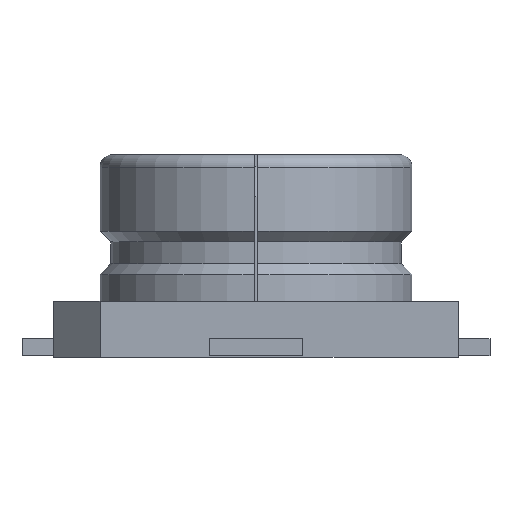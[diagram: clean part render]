
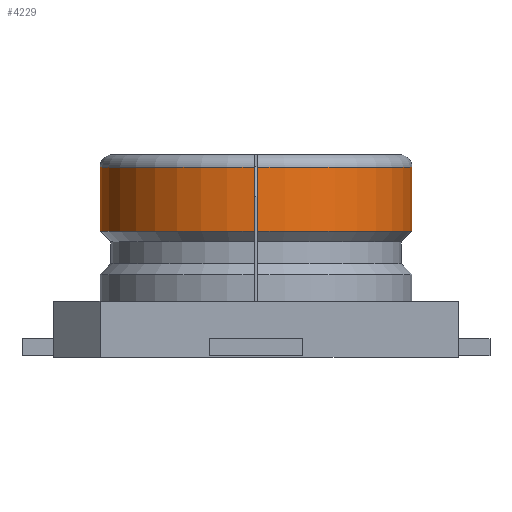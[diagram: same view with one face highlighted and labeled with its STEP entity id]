
A CAD part, front view. The second image highlights one B-rep face of the part: STEP entity #4229.
In plain terms, the highlighted cylindrical face has radius 1 mm (diameter 2 mm), a partial arc.
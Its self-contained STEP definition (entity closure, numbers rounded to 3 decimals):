
#1854 = PLANE('',#1855);
#1855 = AXIS2_PLACEMENT_3D('',#1856,#1857,#1858);
#1856 = CARTESIAN_POINT('',(-0.01,-0.89,
    0.36));
#1857 = DIRECTION('',(-1.,0.,0.));
#1858 = DIRECTION('',(0.,0.,1.));
#1909 = PLANE('',#1910);
#1910 = AXIS2_PLACEMENT_3D('',#1911,#1912,#1913);
#1911 = CARTESIAN_POINT('',(0.01,-0.89,
    0.36));
#1912 = DIRECTION('',(-1.,0.,0.));
#1913 = DIRECTION('',(0.,0.,1.));
#3780 = TOROIDAL_SURFACE('',#3781,0.92,0.08);
#3781 = AXIS2_PLACEMENT_3D('',#3782,#3783,#3784);
#3782 = CARTESIAN_POINT('',(0.,0.,
    1.22));
#3783 = DIRECTION('',(0.,0.,1.));
#3784 = DIRECTION('',(0.,1.,0.));
#3875 = VERTEX_POINT('',#3876);
#3876 = CARTESIAN_POINT('',(0.01,-1.,
    0.81));
#3890 = CONICAL_SURFACE('',#3891,0.965,0.785);
#3891 = AXIS2_PLACEMENT_3D('',#3892,#3893,#3894);
#3892 = CARTESIAN_POINT('',(0.,0.,
    0.775));
#3893 = DIRECTION('',(0.,0.,1.));
#3894 = DIRECTION('',(0.,1.,0.));
#3901 = EDGE_CURVE('',#3902,#3875,#3904,.T.);
#3902 = VERTEX_POINT('',#3903);
#3903 = CARTESIAN_POINT('',(0.01,-1.,
    1.22));
#3904 = SURFACE_CURVE('',#3905,(#3909,#3916),.PCURVE_S1.);
#3905 = LINE('',#3906,#3907);
#3906 = CARTESIAN_POINT('',(0.01,-1.,
    1.22));
#3907 = VECTOR('',#3908,1.);
#3908 = DIRECTION('',(0.,0.,-1.));
#3909 = PCURVE('',#1909,#3910);
#3910 = DEFINITIONAL_REPRESENTATION('',(#3911),#3915);
#3911 = LINE('',#3912,#3913);
#3912 = CARTESIAN_POINT('',(0.86,-0.11));
#3913 = VECTOR('',#3914,1.);
#3914 = DIRECTION('',(-1.,0.));
#3915 = ( GEOMETRIC_REPRESENTATION_CONTEXT(2) 
PARAMETRIC_REPRESENTATION_CONTEXT() REPRESENTATION_CONTEXT('2D SPACE',''
  ) );
#3916 = PCURVE('',#3917,#3922);
#3917 = CYLINDRICAL_SURFACE('',#3918,1.);
#3918 = AXIS2_PLACEMENT_3D('',#3919,#3920,#3921);
#3919 = CARTESIAN_POINT('',(0.,0.,
    1.22));
#3920 = DIRECTION('',(0.,0.,-1.));
#3921 = DIRECTION('',(0.,1.,0.));
#3922 = DEFINITIONAL_REPRESENTATION('',(#3923),#3927);
#3923 = LINE('',#3924,#3925);
#3924 = CARTESIAN_POINT('',(3.132,0.));
#3925 = VECTOR('',#3926,1.);
#3926 = DIRECTION('',(0.,1.));
#3927 = ( GEOMETRIC_REPRESENTATION_CONTEXT(2) 
PARAMETRIC_REPRESENTATION_CONTEXT() REPRESENTATION_CONTEXT('2D SPACE',''
  ) );
#4105 = VERTEX_POINT('',#4106);
#4106 = CARTESIAN_POINT('',(-0.01,-1.,
    1.22));
#4131 = EDGE_CURVE('',#4132,#4105,#4134,.T.);
#4132 = VERTEX_POINT('',#4133);
#4133 = CARTESIAN_POINT('',(-0.01,-1.,
    0.81));
#4134 = SURFACE_CURVE('',#4135,(#4139,#4146),.PCURVE_S1.);
#4135 = LINE('',#4136,#4137);
#4136 = CARTESIAN_POINT('',(-0.01,-1.,
    0.81));
#4137 = VECTOR('',#4138,1.);
#4138 = DIRECTION('',(0.,0.,1.));
#4139 = PCURVE('',#1854,#4140);
#4140 = DEFINITIONAL_REPRESENTATION('',(#4141),#4145);
#4141 = LINE('',#4142,#4143);
#4142 = CARTESIAN_POINT('',(0.45,-0.11));
#4143 = VECTOR('',#4144,1.);
#4144 = DIRECTION('',(1.,0.));
#4145 = ( GEOMETRIC_REPRESENTATION_CONTEXT(2) 
PARAMETRIC_REPRESENTATION_CONTEXT() REPRESENTATION_CONTEXT('2D SPACE',''
  ) );
#4146 = PCURVE('',#3917,#4147);
#4147 = DEFINITIONAL_REPRESENTATION('',(#4148),#4152);
#4148 = LINE('',#4149,#4150);
#4149 = CARTESIAN_POINT('',(-3.132,0.41));
#4150 = VECTOR('',#4151,1.);
#4151 = DIRECTION('',(0.,-1.));
#4152 = ( GEOMETRIC_REPRESENTATION_CONTEXT(2) 
PARAMETRIC_REPRESENTATION_CONTEXT() REPRESENTATION_CONTEXT('2D SPACE',''
  ) );
#4205 = EDGE_CURVE('',#3875,#4132,#4206,.T.);
#4206 = SURFACE_CURVE('',#4207,(#4212,#4219),.PCURVE_S1.);
#4207 = CIRCLE('',#4208,1.);
#4208 = AXIS2_PLACEMENT_3D('',#4209,#4210,#4211);
#4209 = CARTESIAN_POINT('',(0.,0.,
    0.81));
#4210 = DIRECTION('',(-0.,0.,1.));
#4211 = DIRECTION('',(0.01,-1.,0.));
#4212 = PCURVE('',#3890,#4213);
#4213 = DEFINITIONAL_REPRESENTATION('',(#4214),#4218);
#4214 = LINE('',#4215,#4216);
#4215 = CARTESIAN_POINT('',(3.152,0.035));
#4216 = VECTOR('',#4217,1.);
#4217 = DIRECTION('',(1.,0.));
#4218 = ( GEOMETRIC_REPRESENTATION_CONTEXT(2) 
PARAMETRIC_REPRESENTATION_CONTEXT() REPRESENTATION_CONTEXT('2D SPACE',''
  ) );
#4219 = PCURVE('',#3917,#4220);
#4220 = DEFINITIONAL_REPRESENTATION('',(#4221),#4225);
#4221 = LINE('',#4222,#4223);
#4222 = CARTESIAN_POINT('',(3.132,0.41));
#4223 = VECTOR('',#4224,1.);
#4224 = DIRECTION('',(-1.,0.));
#4225 = ( GEOMETRIC_REPRESENTATION_CONTEXT(2) 
PARAMETRIC_REPRESENTATION_CONTEXT() REPRESENTATION_CONTEXT('2D SPACE',''
  ) );
#4229 = ADVANCED_FACE('',(#4230),#3917,.T.);
#4230 = FACE_BOUND('',#4231,.T.);
#4231 = EDGE_LOOP('',(#4232,#4233,#4234,#4256));
#4232 = ORIENTED_EDGE('',*,*,#4205,.T.);
#4233 = ORIENTED_EDGE('',*,*,#4131,.T.);
#4234 = ORIENTED_EDGE('',*,*,#4235,.T.);
#4235 = EDGE_CURVE('',#4105,#3902,#4236,.T.);
#4236 = SURFACE_CURVE('',#4237,(#4242,#4249),.PCURVE_S1.);
#4237 = CIRCLE('',#4238,1.);
#4238 = AXIS2_PLACEMENT_3D('',#4239,#4240,#4241);
#4239 = CARTESIAN_POINT('',(0.,0.,
    1.22));
#4240 = DIRECTION('',(0.,0.,-1.));
#4241 = DIRECTION('',(-0.01,-1.,-0.));
#4242 = PCURVE('',#3917,#4243);
#4243 = DEFINITIONAL_REPRESENTATION('',(#4244),#4248);
#4244 = LINE('',#4245,#4246);
#4245 = CARTESIAN_POINT('',(-3.132,0.));
#4246 = VECTOR('',#4247,1.);
#4247 = DIRECTION('',(1.,0.));
#4248 = ( GEOMETRIC_REPRESENTATION_CONTEXT(2) 
PARAMETRIC_REPRESENTATION_CONTEXT() REPRESENTATION_CONTEXT('2D SPACE',''
  ) );
#4249 = PCURVE('',#3780,#4250);
#4250 = DEFINITIONAL_REPRESENTATION('',(#4251),#4255);
#4251 = LINE('',#4252,#4253);
#4252 = CARTESIAN_POINT('',(9.415,0.));
#4253 = VECTOR('',#4254,1.);
#4254 = DIRECTION('',(-1.,0.));
#4255 = ( GEOMETRIC_REPRESENTATION_CONTEXT(2) 
PARAMETRIC_REPRESENTATION_CONTEXT() REPRESENTATION_CONTEXT('2D SPACE',''
  ) );
#4256 = ORIENTED_EDGE('',*,*,#3901,.T.);
